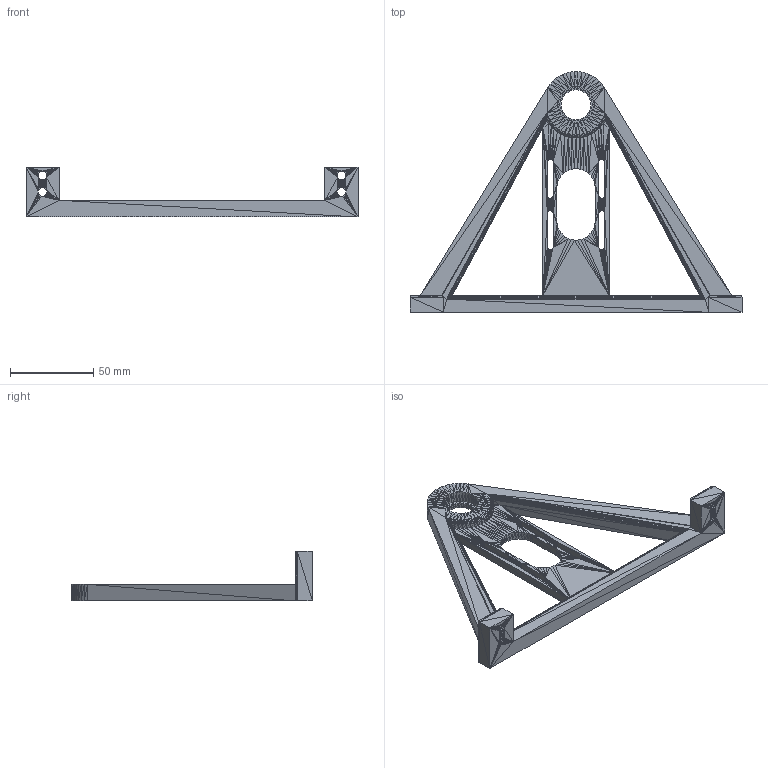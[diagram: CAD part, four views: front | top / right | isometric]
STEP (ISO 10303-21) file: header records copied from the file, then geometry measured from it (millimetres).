
FILE_DESCRIPTION((''),'2;1');
FILE_NAME('m_base v7', '2025-02-06T18:29:38', (''), (''), 'ImageToStl.com STEP Converter','', '');
FILE_SCHEMA(('AUTOMOTIVE_DESIGN_CC2'));
Length unit declared in the file: metre
Products named in the file (1): product0
Bounding box: 200 x 144.96 x 30 mm (x, y, z)
Surface area: 33579.3 mm2 (no closed solid volume)
Topology: 0 solids, 2420 shells, 2420 faces, 7260 edges, 1188 vertices
Faces by surface type: plane 2420
Entity records: 55651 total; most frequent: DIRECTION 12102, ORIENTED_EDGE 7260, EDGE_CURVE 7260, LINE 7260, VECTOR 7260, AXIS2_PLACEMENT_3D 2421, FACE_SURFACE 2420, PLANE 2420
